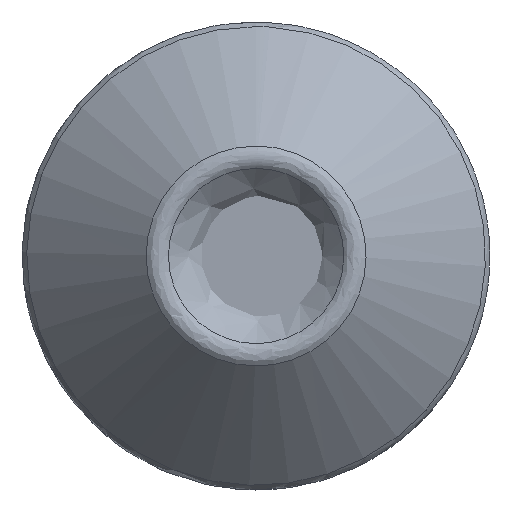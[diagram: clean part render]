
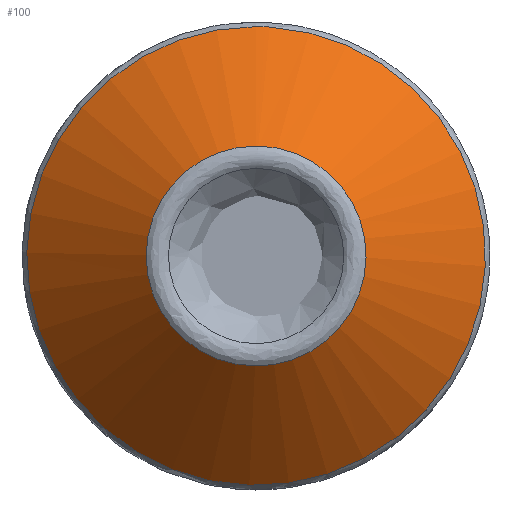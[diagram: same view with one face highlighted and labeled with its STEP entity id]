
A CAD part, left-side view. The second image highlights one B-rep face of the part: STEP entity #100.
In plain terms, the highlighted face is a revolution surface.
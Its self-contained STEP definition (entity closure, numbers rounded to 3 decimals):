
#76=LINE('',#520,#86);
#86=VECTOR('',#375,8.021);
#100=ADVANCED_FACE('',(#153,#154),#121,.T.);
#121=SURFACE_OF_REVOLUTION('',#76,#131);
#131=AXIS1_PLACEMENT('',#521,#376);
#153=FACE_BOUND('',#184,.T.);
#154=FACE_BOUND('',#185,.T.);
#184=EDGE_LOOP('',(#221));
#185=EDGE_LOOP('',(#222));
#221=ORIENTED_EDGE('',*,*,#277,.F.);
#222=ORIENTED_EDGE('',*,*,#283,.T.);
#256=VERTEX_POINT('',#433);
#262=VERTEX_POINT('',#502);
#277=EDGE_CURVE('',#256,#256,#301,.T.);
#283=EDGE_CURVE('',#262,#262,#307,.T.);
#301=CIRCLE('',#318,5.216);
#307=CIRCLE('',#324,10.879);
#318=AXIS2_PLACEMENT_3D('',#432,#351,#352);
#324=AXIS2_PLACEMENT_3D('',#501,#372,#373);
#351=DIRECTION('',(-1.,0.,0.));
#352=DIRECTION('',(0.,0.,1.));
#372=DIRECTION('',(-1.,0.,0.));
#373=DIRECTION('',(0.,0.,1.));
#375=DIRECTION('',(-0.707,0.707,0.));
#376=DIRECTION('',(-1.,0.,0.));
#432=CARTESIAN_POINT('',(0.2,0.,0.));
#433=CARTESIAN_POINT('',(0.2,0.,5.216));
#501=CARTESIAN_POINT('',(5.872,0.,0.));
#502=CARTESIAN_POINT('',(5.872,0.,10.879));
#520=CARTESIAN_POINT('',(5.872,-10.872,0.4));
#521=CARTESIAN_POINT('',(0.,0.,0.));
